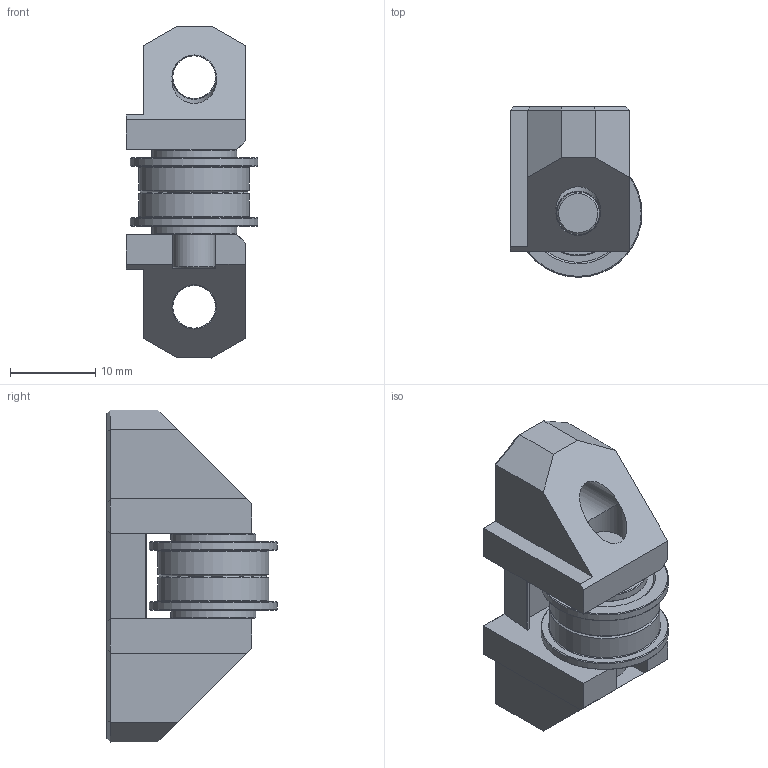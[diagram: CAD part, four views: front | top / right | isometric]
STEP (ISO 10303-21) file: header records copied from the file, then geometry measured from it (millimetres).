
FILE_DESCRIPTION(/* description */ (''),/* implementation_level */ '2;1');
FILE_NAME(/* name */ 'BFI_V2_VT_Carrier.step',/* time_stamp */ '2023-08-02T21:17:30-06:00',/* author */ (''),/* organization */ (''),/* preprocessor_version */ 'ST-DEVELOPER v20',/* originating_system */ 'Autodesk Translation Framework v12.9.0.99',/* authorisation */ '');
FILE_SCHEMA (('AUTOMOTIVE_DESIGN { 1 0 10303 214 3 1 1 }'));
Length unit declared in the file: millimetre
Products named in the file (13): (Unsaved); BFI-V2.4:1; V2_Front_Idler:2; V2_Front_Idler_Hardware:1 (1); M5_Hexnut:2 (3); M5_Hexnut:1 (3); V2_Trident_Carrier:2; Bearing_Stack_Assembly:1 (2); 3mmx18mm pin :1 (2); F695 ZZ:1 (2); M5 1mm Shim:1 (2); M5 1mm Shim:2 (2); F695 ZZ:2 (2)
Assembly tree (12 placements, depth 5):
  (Unsaved)
    BFI-V2.4:1
      V2_Front_Idler:2
        V2_Front_Idler_Hardware:1 (1)
          M5_Hexnut:2 (3)
          M5_Hexnut:1 (3)
        V2_Trident_Carrier:2
        Bearing_Stack_Assembly:1 (2)
          3mmx18mm pin :1 (2)
          F695 ZZ:1 (2)
          M5 1mm Shim:1 (2)
          M5 1mm Shim:2 (2)
          F695 ZZ:2 (2)
Bounding box: 15.5 x 20 x 39 mm (x, y, z)
Volume: 5441 mm3; surface area: 5094.2 mm2
Topology: 8 solids, 8 shells, 208 faces, 478 edges, 295 vertices
Faces by surface type: plane 144, cone 38, cylinder 26
Full cylindrical faces by diameter (mm): 3.2 x1, 5 x5, 5.2 x3, 5.3 x2, 6.5 x4, 10 x2, 11.5 x4, 13 x2, 15 x2
Entity records: 6296 total; most frequent: CARTESIAN_POINT 1178, DIRECTION 1022, ORIENTED_EDGE 956, EDGE_CURVE 478, LINE 348, VECTOR 348, AXIS2_PLACEMENT_3D 337, VERTEX_POINT 295
